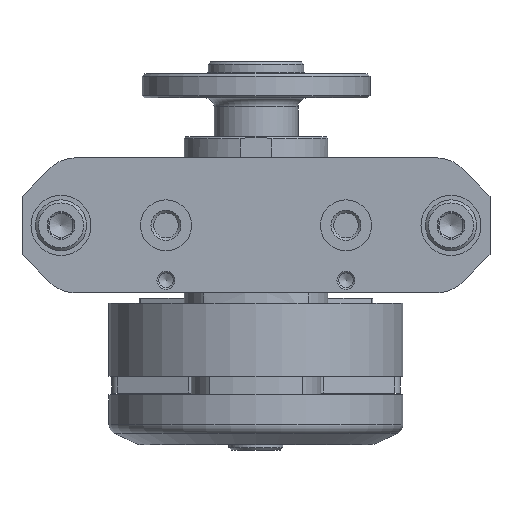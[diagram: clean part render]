
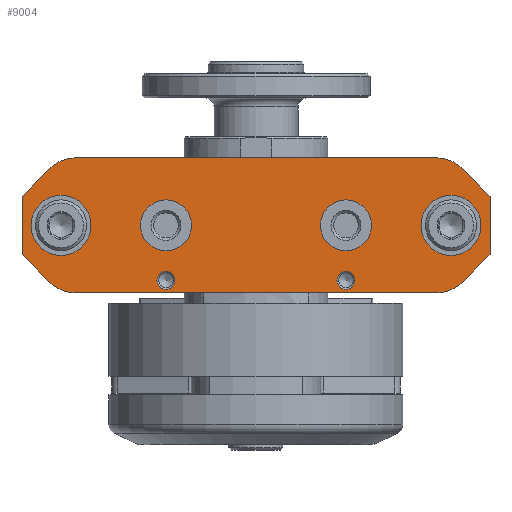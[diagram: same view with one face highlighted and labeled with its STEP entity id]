
A CAD part, front view. The second image highlights one B-rep face of the part: STEP entity #9004.
In plain terms, the highlighted planar face has unit normal (0, -1, 0).
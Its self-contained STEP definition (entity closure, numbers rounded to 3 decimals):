
#248=PLANE('',#9603);
#581=LINE('',#13452,#1143);
#596=LINE('',#13498,#1158);
#598=LINE('',#13502,#1160);
#601=LINE('',#13514,#1163);
#604=LINE('',#13522,#1166);
#606=LINE('',#13526,#1168);
#608=LINE('',#13530,#1170);
#611=LINE('',#13540,#1173);
#1143=VECTOR('',#10830,1000.);
#1158=VECTOR('',#10895,1000.);
#1160=VECTOR('',#10899,1000.);
#1163=VECTOR('',#10912,1000.);
#1166=VECTOR('',#10921,1000.);
#1168=VECTOR('',#10925,1000.);
#1170=VECTOR('',#10929,1000.);
#1173=VECTOR('',#10942,1000.);
#2036=ORIENTED_EDGE('',*,*,#4003,.F.);
#2037=ORIENTED_EDGE('',*,*,#4004,.F.);
#2038=ORIENTED_EDGE('',*,*,#4005,.F.);
#2039=ORIENTED_EDGE('',*,*,#4006,.F.);
#2040=ORIENTED_EDGE('',*,*,#4007,.F.);
#2041=ORIENTED_EDGE('',*,*,#4008,.F.);
#2042=ORIENTED_EDGE('',*,*,#3981,.F.);
#2043=ORIENTED_EDGE('',*,*,#4002,.F.);
#2044=ORIENTED_EDGE('',*,*,#4000,.F.);
#2045=ORIENTED_EDGE('',*,*,#3961,.F.);
#2046=ORIENTED_EDGE('',*,*,#3999,.F.);
#2047=ORIENTED_EDGE('',*,*,#3997,.F.);
#2048=ORIENTED_EDGE('',*,*,#3995,.F.);
#2049=ORIENTED_EDGE('',*,*,#3993,.F.);
#2050=ORIENTED_EDGE('',*,*,#3991,.F.);
#2051=ORIENTED_EDGE('',*,*,#3989,.F.);
#2052=ORIENTED_EDGE('',*,*,#3985,.F.);
#2053=ORIENTED_EDGE('',*,*,#3983,.F.);
#3961=EDGE_CURVE('',#4973,#4974,#581,.T.);
#3981=EDGE_CURVE('',#4979,#4980,#596,.T.);
#3983=EDGE_CURVE('',#4980,#4981,#598,.T.);
#3985=EDGE_CURVE('',#4981,#4982,#5625,.T.);
#3989=EDGE_CURVE('',#4982,#4985,#601,.T.);
#3991=EDGE_CURVE('',#4985,#4986,#5628,.T.);
#3993=EDGE_CURVE('',#4986,#4987,#604,.T.);
#3995=EDGE_CURVE('',#4987,#4988,#606,.T.);
#3997=EDGE_CURVE('',#4988,#4989,#608,.T.);
#3999=EDGE_CURVE('',#4989,#4973,#5629,.T.);
#4000=EDGE_CURVE('',#4974,#4990,#5630,.T.);
#4002=EDGE_CURVE('',#4990,#4979,#611,.T.);
#4003=EDGE_CURVE('',#4991,#4991,#5631,.T.);
#4004=EDGE_CURVE('',#4992,#4992,#5632,.T.);
#4005=EDGE_CURVE('',#4993,#4993,#5633,.T.);
#4006=EDGE_CURVE('',#4994,#4994,#5634,.T.);
#4007=EDGE_CURVE('',#4995,#4995,#5635,.T.);
#4008=EDGE_CURVE('',#4996,#4996,#5636,.T.);
#4973=VERTEX_POINT('',#13451);
#4974=VERTEX_POINT('',#13453);
#4979=VERTEX_POINT('',#13497);
#4980=VERTEX_POINT('',#13499);
#4981=VERTEX_POINT('',#13503);
#4982=VERTEX_POINT('',#13507);
#4985=VERTEX_POINT('',#13515);
#4986=VERTEX_POINT('',#13519);
#4987=VERTEX_POINT('',#13523);
#4988=VERTEX_POINT('',#13527);
#4989=VERTEX_POINT('',#13531);
#4990=VERTEX_POINT('',#13537);
#4991=VERTEX_POINT('',#13543);
#4992=VERTEX_POINT('',#13545);
#4993=VERTEX_POINT('',#13547);
#4994=VERTEX_POINT('',#13549);
#4995=VERTEX_POINT('',#13551);
#4996=VERTEX_POINT('',#13553);
#5625=CIRCLE('',#9589,6.);
#5628=CIRCLE('',#9594,6.);
#5629=CIRCLE('',#9599,6.);
#5630=CIRCLE('',#9601,6.);
#5631=CIRCLE('',#9604,5.);
#5632=CIRCLE('',#9605,5.);
#5633=CIRCLE('',#9606,1.5);
#5634=CIRCLE('',#9607,1.5);
#5635=CIRCLE('',#9608,4.25);
#5636=CIRCLE('',#9609,4.25);
#6110=EDGE_LOOP('',(#2036));
#6111=EDGE_LOOP('',(#2037));
#6112=EDGE_LOOP('',(#2038));
#6113=EDGE_LOOP('',(#2039));
#6114=EDGE_LOOP('',(#2040));
#6115=EDGE_LOOP('',(#2041));
#6116=EDGE_LOOP('',(#2042,#2043,#2044,#2045,#2046,#2047,#2048,#2049,#2050,
#2051,#2052,#2053));
#6786=FACE_BOUND('',#6110,.T.);
#6787=FACE_BOUND('',#6111,.T.);
#6788=FACE_BOUND('',#6112,.T.);
#6789=FACE_BOUND('',#6113,.T.);
#6790=FACE_BOUND('',#6114,.T.);
#6791=FACE_BOUND('',#6115,.T.);
#6792=FACE_BOUND('',#6116,.T.);
#9004=ADVANCED_FACE('',(#6786,#6787,#6788,#6789,#6790,#6791,#6792),#248,
 .F.);
#9589=AXIS2_PLACEMENT_3D('',#13506,#10903,#10904);
#9594=AXIS2_PLACEMENT_3D('',#13518,#10916,#10917);
#9599=AXIS2_PLACEMENT_3D('',#13534,#10933,#10934);
#9601=AXIS2_PLACEMENT_3D('',#13536,#10937,#10938);
#9603=AXIS2_PLACEMENT_3D('',#13541,#10943,#10944);
#9604=AXIS2_PLACEMENT_3D('',#13542,#10945,#10946);
#9605=AXIS2_PLACEMENT_3D('',#13544,#10947,#10948);
#9606=AXIS2_PLACEMENT_3D('',#13546,#10949,#10950);
#9607=AXIS2_PLACEMENT_3D('',#13548,#10951,#10952);
#9608=AXIS2_PLACEMENT_3D('',#13550,#10953,#10954);
#9609=AXIS2_PLACEMENT_3D('',#13552,#10955,#10956);
#10830=DIRECTION('',(-1.,0.,0.));
#10895=DIRECTION('',(0.,0.,1.));
#10899=DIRECTION('',(0.707,0.,0.707));
#10903=DIRECTION('',(0.,1.,0.));
#10904=DIRECTION('',(1.,0.,0.));
#10912=DIRECTION('',(1.,0.,0.));
#10916=DIRECTION('',(0.,1.,0.));
#10917=DIRECTION('',(1.,0.,0.));
#10921=DIRECTION('',(0.707,0.,-0.707));
#10925=DIRECTION('',(0.,0.,-1.));
#10929=DIRECTION('',(-0.707,0.,-0.707));
#10933=DIRECTION('',(0.,1.,0.));
#10934=DIRECTION('',(1.,0.,0.));
#10937=DIRECTION('',(0.,1.,0.));
#10938=DIRECTION('',(1.,0.,0.));
#10942=DIRECTION('',(-0.707,0.,0.707));
#10943=DIRECTION('',(0.,1.,0.));
#10944=DIRECTION('',(0.,0.,1.));
#10945=DIRECTION('',(0.,-1.,0.));
#10946=DIRECTION('',(0.,0.,-1.));
#10947=DIRECTION('',(0.,-1.,0.));
#10948=DIRECTION('',(0.,0.,-1.));
#10949=DIRECTION('',(0.,-1.,0.));
#10950=DIRECTION('',(0.,0.,-1.));
#10951=DIRECTION('',(0.,-1.,0.));
#10952=DIRECTION('',(0.,0.,-1.));
#10953=DIRECTION('',(0.,-1.,0.));
#10954=DIRECTION('',(0.,0.,-1.));
#10955=DIRECTION('',(0.,-1.,0.));
#10956=DIRECTION('',(0.,0.,-1.));
#13451=CARTESIAN_POINT('',(30.115,-27.,-26.));
#13452=CARTESIAN_POINT('',(30.115,-27.,-26.));
#13453=CARTESIAN_POINT('',(-30.115,-27.,-26.));
#13497=CARTESIAN_POINT('',(-39.,-27.,-19.6));
#13498=CARTESIAN_POINT('',(-39.,-27.,-19.6));
#13499=CARTESIAN_POINT('',(-39.,-27.,-9.9));
#13502=CARTESIAN_POINT('',(-39.,-27.,-9.9));
#13503=CARTESIAN_POINT('',(-34.357,-27.,-5.257));
#13506=CARTESIAN_POINT('',(-30.115,-27.,-9.5));
#13507=CARTESIAN_POINT('',(-30.115,-27.,-3.5));
#13514=CARTESIAN_POINT('',(-30.115,-27.,-3.5));
#13515=CARTESIAN_POINT('',(30.115,-27.,-3.5));
#13518=CARTESIAN_POINT('',(30.115,-27.,-9.5));
#13519=CARTESIAN_POINT('',(34.357,-27.,-5.257));
#13522=CARTESIAN_POINT('',(34.357,-27.,-5.257));
#13523=CARTESIAN_POINT('',(39.,-27.,-9.9));
#13526=CARTESIAN_POINT('',(39.,-27.,-9.9));
#13527=CARTESIAN_POINT('',(39.,-27.,-19.6));
#13530=CARTESIAN_POINT('',(39.,-27.,-19.6));
#13531=CARTESIAN_POINT('',(34.357,-27.,-24.243));
#13534=CARTESIAN_POINT('',(30.115,-27.,-20.));
#13536=CARTESIAN_POINT('',(-30.115,-27.,-20.));
#13537=CARTESIAN_POINT('',(-34.357,-27.,-24.243));
#13540=CARTESIAN_POINT('',(-34.357,-27.,-24.243));
#13541=CARTESIAN_POINT('',(-30.115,-27.,-9.5));
#13542=CARTESIAN_POINT('',(32.5,-27.,-14.75));
#13543=CARTESIAN_POINT('',(32.5,-27.,-19.75));
#13544=CARTESIAN_POINT('',(-32.5,-27.,-14.75));
#13545=CARTESIAN_POINT('',(-32.5,-27.,-19.75));
#13546=CARTESIAN_POINT('',(15.,-27.,-23.9));
#13547=CARTESIAN_POINT('',(15.,-27.,-25.4));
#13548=CARTESIAN_POINT('',(-15.,-27.,-23.9));
#13549=CARTESIAN_POINT('',(-15.,-27.,-25.4));
#13550=CARTESIAN_POINT('',(15.,-27.,-14.75));
#13551=CARTESIAN_POINT('',(15.,-27.,-19.));
#13552=CARTESIAN_POINT('',(-15.,-27.,-14.75));
#13553=CARTESIAN_POINT('',(-15.,-27.,-19.));
